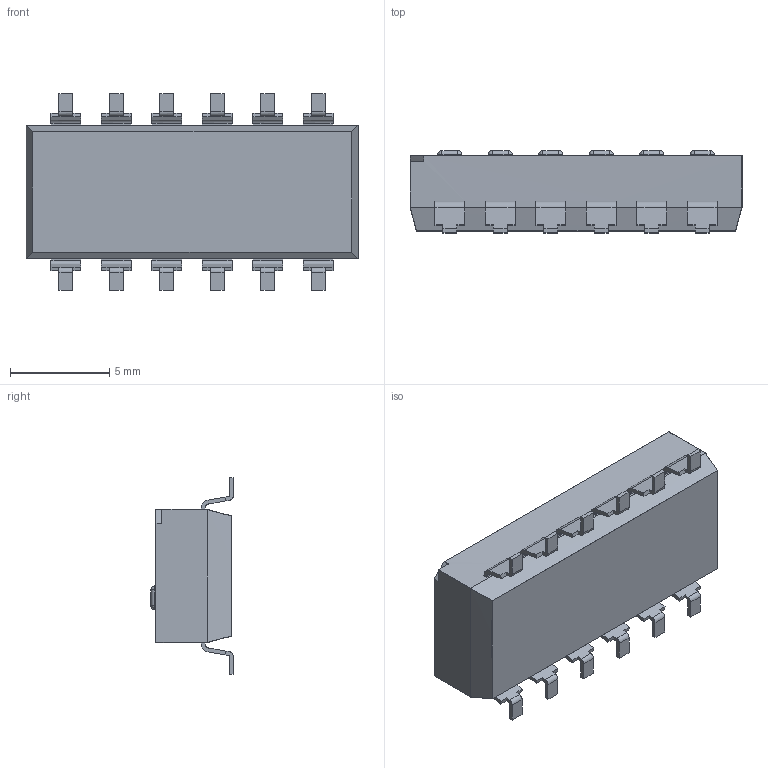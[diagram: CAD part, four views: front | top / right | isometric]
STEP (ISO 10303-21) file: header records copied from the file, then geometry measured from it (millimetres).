
FILE_DESCRIPTION (( 'STEP AP214' ), '1' );
FILE_NAME ('User Library-DIP SW 6P.STEP', '2019-10-01T15:28:45', ( '' ), ( '' ), 'SwSTEP 2.0', 'SolidWorks 2019', '' );
FILE_SCHEMA (( 'AUTOMOTIVE_DESIGN' ));
Length unit declared in the file: millimetre
Products named in the file (1): User Library-DIP SW 6P
Bounding box: 16.71 x 4.15 x 9.9 mm (x, y, z)
Volume: 414.6 mm3; surface area: 518.1 mm2
Topology: 1 solids, 1 shells, 516 faces, 1294 edges, 769 vertices
Faces by surface type: cylinder 224, plane 222, bspline 70
Entity records: 19177 total; most frequent: CARTESIAN_POINT 4862, ORIENTED_EDGE 2510, DIRECTION 2066, EDGE_CURVE 1255, VECTOR 808, LINE 808, VERTEX_POINT 769, AXIS2_PLACEMENT_3D 629
